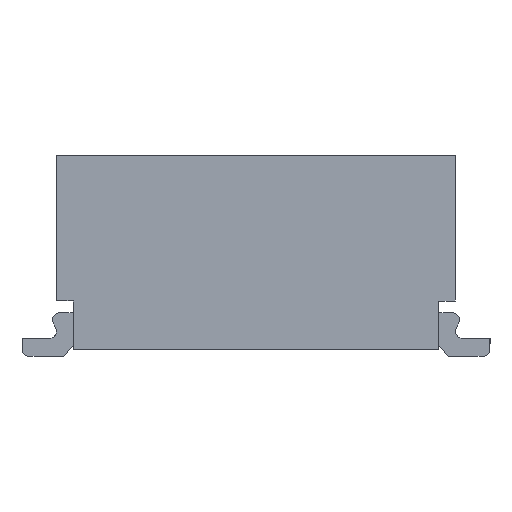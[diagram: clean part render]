
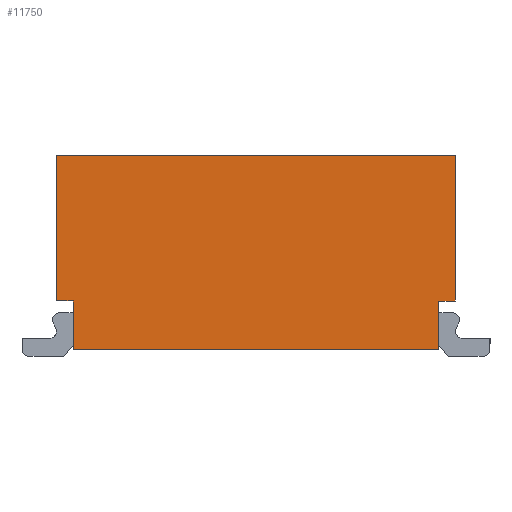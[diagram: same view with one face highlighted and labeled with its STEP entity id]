
A CAD part, left-side view. The second image highlights one B-rep face of the part: STEP entity #11750.
In plain terms, the highlighted face is planar.
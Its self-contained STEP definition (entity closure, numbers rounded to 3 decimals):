
#2270=CARTESIAN_POINT('',(-1.32,0.,-0.615)
);
#2280=VERTEX_POINT('',#2270);
#2310=CARTESIAN_POINT('',(-1.32,0.35,-0.615));
#2320=DIRECTION('',(0.,-1.,0.));
#2330=VECTOR('',#2320,1.);
#2340=LINE('',#2310,#2330);
#2350=CARTESIAN_POINT('',(-1.32,0.35,-0.615));
#2360=VERTEX_POINT('',#2350);
#2370=EDGE_CURVE('',#2360,#2280,#2340,.T.);
#10940=CARTESIAN_POINT('',(-1.32,0.35,-0.615));
#10950=DIRECTION('',(-1.,0.,0.));
#10960=VECTOR('',#10950,1.);
#10970=LINE('',#10940,#10960);
#10980=CARTESIAN_POINT('',(-1.44,0.35,-0.615));
#10990=VERTEX_POINT('',#10980);
#11000=EDGE_CURVE('',#2360,#10990,#10970,.T.);
#11200=CARTESIAN_POINT('',(0.67,0.788,
-0.615));
#11210=DIRECTION('',(0.,0.,1.));
#11220=DIRECTION('',(1.,0.,0.));
#11230=AXIS2_PLACEMENT_3D('',#11200,#11210,#11220);
#11240=PLANE('',#11230);
#11250=CARTESIAN_POINT('',(1.32,0.35,-0.615));
#11260=DIRECTION('',(0.,-1.,0.));
#11270=VECTOR('',#11260,1.);
#11280=LINE('',#11250,#11270);
#11290=CARTESIAN_POINT('',(1.32,0.35,-0.615));
#11300=VERTEX_POINT('',#11290);
#11310=CARTESIAN_POINT('',(1.32,0.,-0.615
));
#11320=VERTEX_POINT('',#11310);
#11330=EDGE_CURVE('',#11300,#11320,#11280,.T.);
#11340=ORIENTED_EDGE('',*,*,#11330,.T.);
#11350=CARTESIAN_POINT('',(1.32,0.35,-0.615));
#11360=DIRECTION('',(1.,0.,0.));
#11370=VECTOR('',#11360,1.);
#11380=LINE('',#11350,#11370);
#11390=CARTESIAN_POINT('',(1.44,0.35,-0.615));
#11400=VERTEX_POINT('',#11390);
#11410=EDGE_CURVE('',#11300,#11400,#11380,.T.);
#11420=ORIENTED_EDGE('',*,*,#11410,.F.);
#11430=CARTESIAN_POINT('',(1.44,0.35,-0.615));
#11440=DIRECTION('',(0.,1.,0.));
#11450=VECTOR('',#11440,1.);
#11460=LINE('',#11430,#11450);
#11470=CARTESIAN_POINT('',(1.44,1.4,-0.615));
#11480=VERTEX_POINT('',#11470);
#11490=EDGE_CURVE('',#11400,#11480,#11460,.T.);
#11500=ORIENTED_EDGE('',*,*,#11490,.F.);
#11510=CARTESIAN_POINT('',(-1.44,1.4,-0.615));
#11520=DIRECTION('',(1.,0.,0.));
#11530=VECTOR('',#11520,1.);
#11540=LINE('',#11510,#11530);
#11550=CARTESIAN_POINT('',(-1.44,1.4,-0.615));
#11560=VERTEX_POINT('',#11550);
#11570=EDGE_CURVE('',#11560,#11480,#11540,.T.);
#11580=ORIENTED_EDGE('',*,*,#11570,.T.);
#11590=CARTESIAN_POINT('',(-1.44,0.35,-0.615));
#11600=DIRECTION('',(0.,1.,0.));
#11610=VECTOR('',#11600,1.);
#11620=LINE('',#11590,#11610);
#11630=EDGE_CURVE('',#10990,#11560,#11620,.T.);
#11640=ORIENTED_EDGE('',*,*,#11630,.T.);
#11650=ORIENTED_EDGE('',*,*,#11000,.T.);
#11660=ORIENTED_EDGE('',*,*,#2370,.F.);
#11670=CARTESIAN_POINT('',(1.32,0.,-0.615
));
#11680=DIRECTION('',(-1.,0.,0.));
#11690=VECTOR('',#11680,1.);
#11700=LINE('',#11670,#11690);
#11710=EDGE_CURVE('',#11320,#2280,#11700,.T.);
#11720=ORIENTED_EDGE('',*,*,#11710,.T.);
#11730=EDGE_LOOP('',(#11720,#11660,#11650,#11640,#11580,#11500,#11420,
#11340));
#11740=FACE_OUTER_BOUND('',#11730,.T.);
#11750=ADVANCED_FACE('',(#11740),#11240,.F.);
